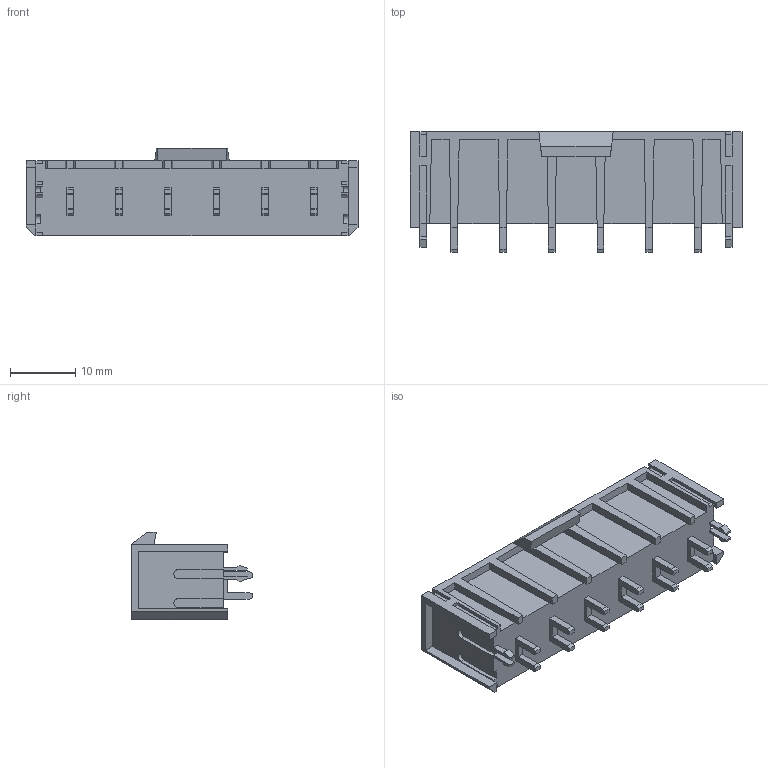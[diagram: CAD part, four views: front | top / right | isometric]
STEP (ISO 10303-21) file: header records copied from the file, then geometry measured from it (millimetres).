
FILE_DESCRIPTION((''),'2;1');
FILE_NAME('431602106','2015-07-31T',('me'),(''),'PRO/ENGINEER BY PARAMETRIC TECHNOLOGY CORPORATION, 2011490','PRO/ENGINEER BY PARAMETRIC TECHNOLOGY CORPORATION, 2011490','');
FILE_SCHEMA(('CONFIG_CONTROL_DESIGN'));
Length unit declared in the file: inch
Products named in the file (1): 431602106
Bounding box: 51.05 x 18.57 x 13.39 mm (x, y, z)
Volume: 4745.8 mm3; surface area: 5520.2 mm2
Topology: 1 solids, 1 shells, 347 faces, 951 edges, 626 vertices
Faces by surface type: plane 343, cylinder 4
Entity records: 10748 total; most frequent: CARTESIAN_POINT 1897, ORIENTED_EDGE 1846, DIRECTION 1683, EDGE_CURVE 923, VECTOR 915, LINE 915, VERTEX_POINT 598, AXIS2_PLACEMENT_3D 384
